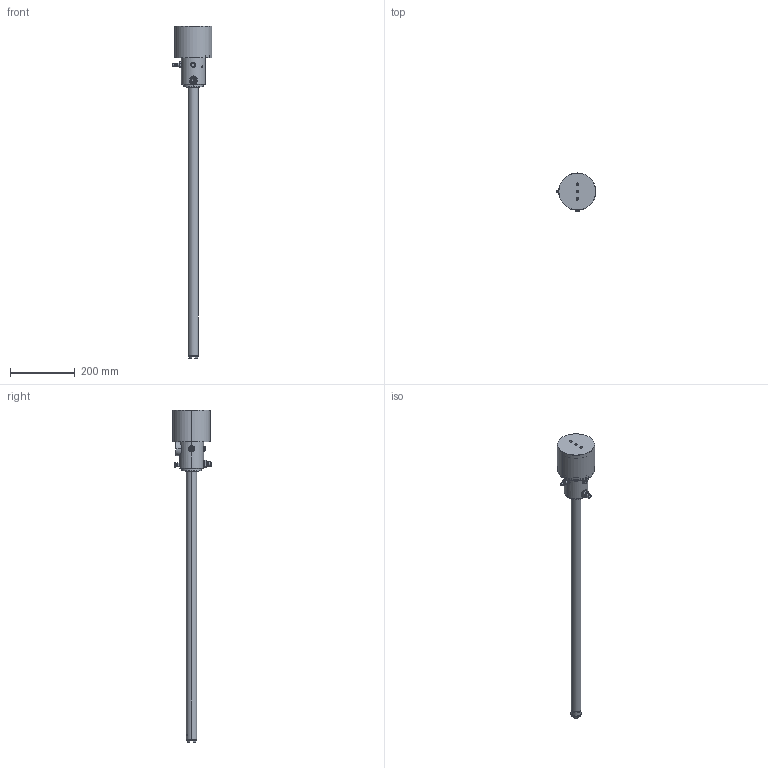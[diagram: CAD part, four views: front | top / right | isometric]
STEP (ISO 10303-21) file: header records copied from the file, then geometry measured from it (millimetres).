
FILE_DESCRIPTION((''),'2;1');
FILE_NAME('40364-00_SW0001','2025-12-09T14:40:41',('julian.egg'),(''),'CREO PARAMETRIC BY PTC INC, 2025323','CREO PARAMETRIC BY PTC INC, 2025323','');
FILE_SCHEMA(('CONFIG_CONTROL_DESIGN'));
Length unit declared in the file: millimetre
Products named in the file (1): 40364-00_SW0001
Bounding box: 123.1 x 117.6 x 1026 mm (x, y, z)
Volume: 933143.4 mm3; surface area: 326514.6 mm2
Topology: 1 solids, 4 shells, 1208 faces, 3109 edges, 1998 vertices
Faces by surface type: plane 787, cylinder 227, cone 122, torus 68, sphere 4
Entity records: 38600 total; most frequent: CARTESIAN_POINT 9730, ORIENTED_EDGE 6174, DIRECTION 5672, EDGE_CURVE 3087, VERTEX_POINT 1998, AXIS2_PLACEMENT_3D 1974, VECTOR 1724, LINE 1724
